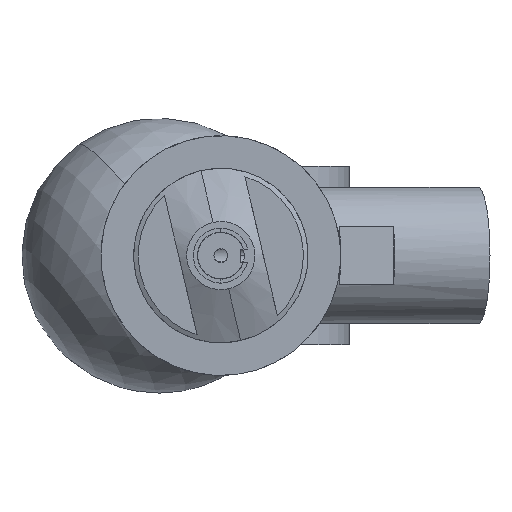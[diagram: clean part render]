
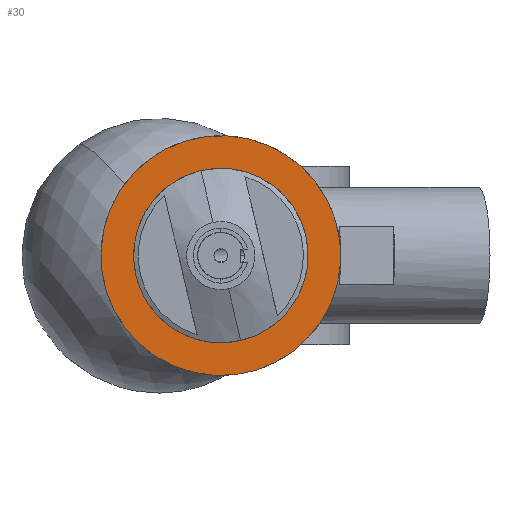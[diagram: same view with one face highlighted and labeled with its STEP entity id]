
A CAD part, left-side view. The second image highlights one B-rep face of the part: STEP entity #30.
In plain terms, the highlighted planar face has unit normal (-1, 0, 0).
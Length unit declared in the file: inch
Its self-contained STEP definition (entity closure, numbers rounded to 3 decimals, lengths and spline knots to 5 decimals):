
#30 = ADVANCED_FACE ( 'NONE', ( #13936, #11422 ), #4344, .F. ) ;
#371 = CIRCLE ( 'NONE', #3334, 0.3965 ) ;
#433 = EDGE_CURVE ( 'NONE', #5944, #646, #371, .T. ) ;
#646 = VERTEX_POINT ( 'NONE', #1080 ) ;
#911 = CIRCLE ( 'NONE', #10857, 0.545 ) ;
#1013 = DIRECTION ( 'NONE',  ( 0., 0.048, -0.999 ) ) ;
#1080 = CARTESIAN_POINT ( 'NONE',  ( -0.2805, 0.01908, -0.39604 ) ) ;
#1112 = CARTESIAN_POINT ( 'NONE',  ( -0.2805, 0., 0. ) ) ;
#1583 = VERTEX_POINT ( 'NONE', #9569 ) ;
#1672 = EDGE_CURVE ( 'NONE', #646, #5944, #7693, .T. ) ;
#2774 = CIRCLE ( 'NONE', #2785, 0.545 ) ;
#2785 = AXIS2_PLACEMENT_3D ( 'NONE', #12056, #10971, #5985 ) ;
#3054 = EDGE_LOOP ( 'NONE', ( #11155, #5218 ) ) ;
#3334 = AXIS2_PLACEMENT_3D ( 'NONE', #9717, #8688, #14429 ) ;
#3913 = EDGE_CURVE ( 'NONE', #1583, #4472, #2774, .T. ) ;
#4344 = PLANE ( 'NONE',  #8793 ) ;
#4472 = VERTEX_POINT ( 'NONE', #7277 ) ;
#4500 = CARTESIAN_POINT ( 'NONE',  ( -0.2805, 0.54437, 0.02622 ) ) ;
#4599 = DIRECTION ( 'NONE',  ( -1., 0., 0. ) ) ;
#5218 = ORIENTED_EDGE ( 'NONE', *, *, #1672, .F. ) ;
#5756 = DIRECTION ( 'NONE',  ( 0., -0.048, 0.999 ) ) ;
#5944 = VERTEX_POINT ( 'NONE', #8968 ) ;
#5985 = DIRECTION ( 'NONE',  ( 0., -0.048, 0.999 ) ) ;
#6038 = DIRECTION ( 'NONE',  ( 0., -0.048, 0.999 ) ) ;
#7277 = CARTESIAN_POINT ( 'NONE',  ( -0.2805, 0.02622, -0.54437 ) ) ;
#7306 = CARTESIAN_POINT ( 'NONE',  ( -0.2805, 0., 0. ) ) ;
#7693 = CIRCLE ( 'NONE', #9401, 0.3965 ) ;
#7794 = EDGE_CURVE ( 'NONE', #4472, #1583, #911, .T. ) ;
#8688 = DIRECTION ( 'NONE',  ( -1., 0., 0. ) ) ;
#8793 = AXIS2_PLACEMENT_3D ( 'NONE', #4500, #15170, #1013 ) ;
#8968 = CARTESIAN_POINT ( 'NONE',  ( -0.2805, -0.01908, 0.39604 ) ) ;
#9401 = AXIS2_PLACEMENT_3D ( 'NONE', #1112, #4599, #5756 ) ;
#9569 = CARTESIAN_POINT ( 'NONE',  ( -0.2805, -0.02622, 0.54437 ) ) ;
#9717 = CARTESIAN_POINT ( 'NONE',  ( -0.2805, 0., 0. ) ) ;
#10857 = AXIS2_PLACEMENT_3D ( 'NONE', #7306, #14341, #6038 ) ;
#10971 = DIRECTION ( 'NONE',  ( -1., 0., 0. ) ) ;
#11155 = ORIENTED_EDGE ( 'NONE', *, *, #433, .F. ) ;
#11422 = FACE_OUTER_BOUND ( 'NONE', #11643, .T. ) ;
#11643 = EDGE_LOOP ( 'NONE', ( #13295, #12363 ) ) ;
#12056 = CARTESIAN_POINT ( 'NONE',  ( -0.2805, 0., 0. ) ) ;
#12363 = ORIENTED_EDGE ( 'NONE', *, *, #7794, .T. ) ;
#13295 = ORIENTED_EDGE ( 'NONE', *, *, #3913, .T. ) ;
#13936 = FACE_BOUND ( 'NONE', #3054, .T. ) ;
#14341 = DIRECTION ( 'NONE',  ( -1., 0., 0. ) ) ;
#14429 = DIRECTION ( 'NONE',  ( 0., -0.048, 0.999 ) ) ;
#15170 = DIRECTION ( 'NONE',  ( 1., 0., 0. ) ) ;
